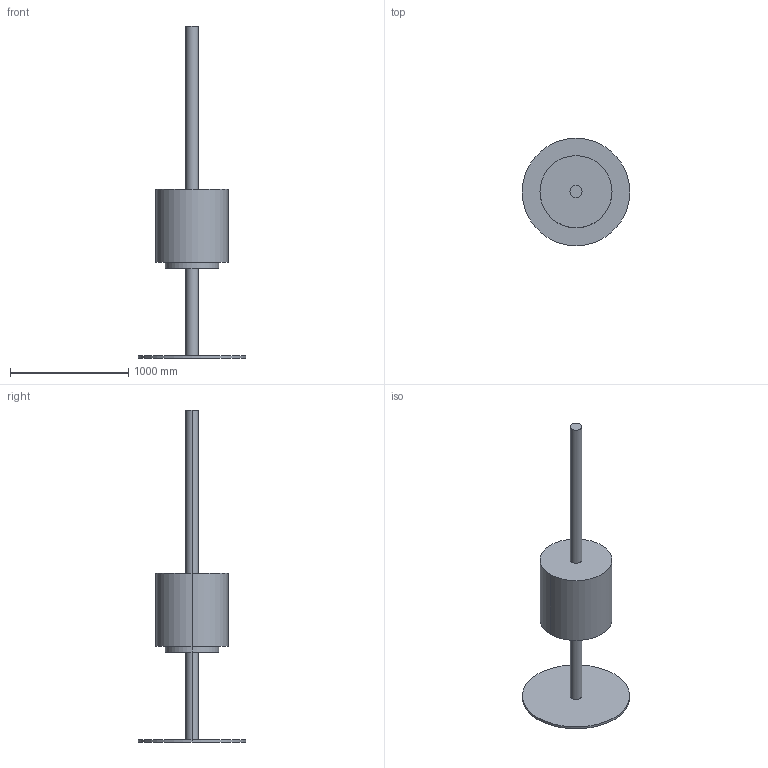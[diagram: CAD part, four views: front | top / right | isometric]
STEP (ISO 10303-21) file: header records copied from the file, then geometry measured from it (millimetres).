
FILE_DESCRIPTION (( 'STEP AP214' ), '1' );
FILE_NAME ('LUPA_spar_D0_9m_full.STEP', '2025-05-19T17:16:03', ( '' ), ( '' ), 'SwSTEP 2.0', 'SolidWorks 2024', '' );
FILE_SCHEMA (( 'AUTOMOTIVE_DESIGN' ));
Length unit declared in the file: metre
Products named in the file (1): LUPA_spar_D0_9m_full
Bounding box: 910 x 910 x 2810 mm (x, y, z)
Volume: 219340365.6 mm3; surface area: 3861742.2 mm2
Topology: 1 solids, 1 shells, 16 faces, 30 edges, 20 vertices
Faces by surface type: cylinder 10, plane 6
Entity records: 437 total; most frequent: DIRECTION 84, CARTESIAN_POINT 67, ORIENTED_EDGE 60, AXIS2_PLACEMENT_3D 37, EDGE_CURVE 30, CIRCLE 20, VERTEX_POINT 20, EDGE_LOOP 20
